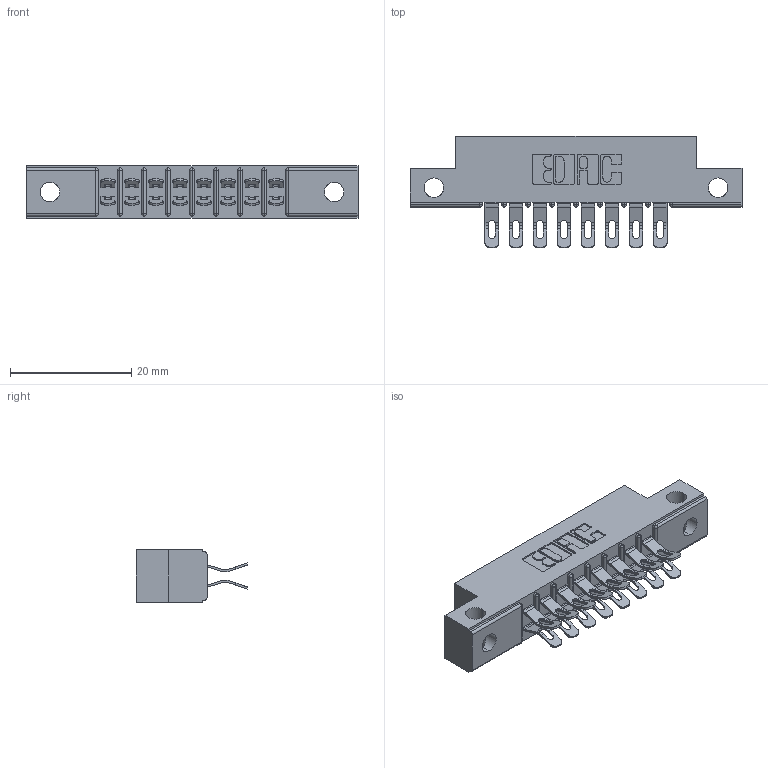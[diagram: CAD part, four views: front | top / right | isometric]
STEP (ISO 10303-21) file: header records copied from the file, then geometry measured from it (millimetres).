
FILE_DESCRIPTION (( 'STEP AP203' ), '1' );
FILE_NAME ('315-016-555-212.STEP', '2020-09-20T01:48:32', ( '' ), ( '' ), 'SwSTEP 2.0', 'SolidWorks 2020', '' );
FILE_SCHEMA (( 'CONFIG_CONTROL_DESIGN' ));
Length unit declared in the file: inch
Products named in the file (3): 315-016-555-212; 305-290-001_555; 305 Part_.128 Dia
Assembly tree (17 placements, depth 2):
  315-016-555-212
    305 Part_.128 Dia
    305-290-001_555  x16
Bounding box: 54.71 x 18.41 x 8.71 mm (x, y, z)
Volume: 3368.4 mm3; surface area: 5793.6 mm2
Topology: 17 solids, 17 shells, 1184 faces, 3512 edges, 2292 vertices
Faces by surface type: plane 580, cylinder 572, sphere 32
Entity records: 13831 total; most frequent: CARTESIAN_POINT 2356, ORIENTED_EDGE 2280, DIRECTION 2240, EDGE_CURVE 1140, LINE 848, VECTOR 848, VERTEX_POINT 732, AXIS2_PLACEMENT_3D 696
